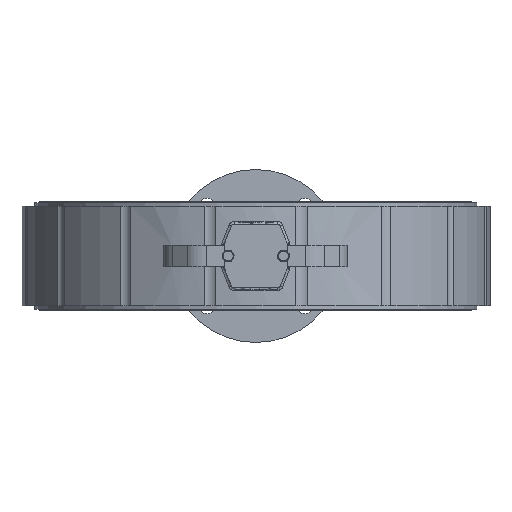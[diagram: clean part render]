
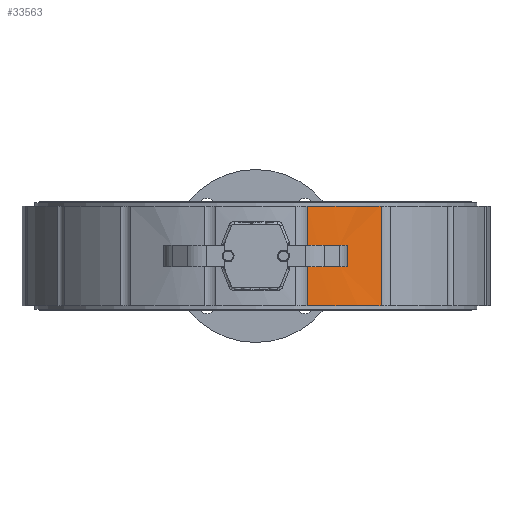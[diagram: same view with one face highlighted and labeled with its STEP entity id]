
A CAD part, front view. The second image highlights one B-rep face of the part: STEP entity #33563.
In plain terms, the highlighted cylindrical face has radius 237 mm (diameter 474 mm), a partial arc.
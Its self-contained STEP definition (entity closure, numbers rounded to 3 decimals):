
#870 = AXIS2_PLACEMENT_3D ( 'NONE', #11808, #23680, #33271 ) ;
#1748 = ORIENTED_EDGE ( 'NONE', *, *, #6282, .F. ) ;
#4151 = DIRECTION ( 'NONE',  ( 0., 0., 1. ) ) ;
#5903 = CARTESIAN_POINT ( 'NONE',  ( 85.146, -221.177, 0. ) ) ;
#6282 = EDGE_CURVE ( 'NONE', #48831, #40870, #44597, .T. ) ;
#6575 = EDGE_CURVE ( 'NONE', #10073, #15817, #40974, .T. ) ;
#6978 = AXIS2_PLACEMENT_3D ( 'NONE', #22123, #39919, #52642 ) ;
#7015 = VERTEX_POINT ( 'NONE', #45019 ) ;
#7155 = VERTEX_POINT ( 'NONE', #16698 ) ;
#7840 = CARTESIAN_POINT ( 'NONE',  ( 0., 0., -50.5 ) ) ;
#7978 = EDGE_LOOP ( 'NONE', ( #11517, #38795, #1748, #19075, #43397, #37963, #25321, #18183 ) ) ;
#8144 = CARTESIAN_POINT ( 'NONE',  ( 85.146, -221.177, 11. ) ) ;
#8645 = CARTESIAN_POINT ( 'NONE',  ( 0., 0., 0. ) ) ;
#10073 = VERTEX_POINT ( 'NONE', #12790 ) ;
#11336 = EDGE_CURVE ( 'NONE', #55258, #40870, #54726, .T. ) ;
#11517 = ORIENTED_EDGE ( 'NONE', *, *, #49508, .T. ) ;
#11710 = CARTESIAN_POINT ( 'NONE',  ( 126.72, -200.278, 0. ) ) ;
#11808 = CARTESIAN_POINT ( 'NONE',  ( 0., 0., -11. ) ) ;
#11865 = EDGE_CURVE ( 'NONE', #7155, #7015, #20516, .T. ) ;
#12790 = CARTESIAN_POINT ( 'NONE',  ( 52.013, -231.222, -50.5 ) ) ;
#12906 = DIRECTION ( 'NONE',  ( 0., 0., -1. ) ) ;
#15180 = FACE_OUTER_BOUND ( 'NONE', #7978, .T. ) ;
#15817 = VERTEX_POINT ( 'NONE', #16289 ) ;
#16289 = CARTESIAN_POINT ( 'NONE',  ( 126.72, -200.278, -50.5 ) ) ;
#16698 = CARTESIAN_POINT ( 'NONE',  ( 52.013, -231.222, 50.5 ) ) ;
#18183 = ORIENTED_EDGE ( 'NONE', *, *, #11865, .F. ) ;
#19075 = ORIENTED_EDGE ( 'NONE', *, *, #30428, .F. ) ;
#20516 = CIRCLE ( 'NONE', #34938, 237. ) ;
#21127 = VECTOR ( 'NONE', #47701, 1000. ) ;
#21350 = DIRECTION ( 'NONE',  ( 1., 0., 0. ) ) ;
#21608 = CYLINDRICAL_SURFACE ( 'NONE', #22709, 237. ) ;
#21804 = DIRECTION ( 'NONE',  ( 0., 0., 1. ) ) ;
#22094 = LINE ( 'NONE', #43865, #33248 ) ;
#22123 = CARTESIAN_POINT ( 'NONE',  ( 0., 0., 11. ) ) ;
#22709 = AXIS2_PLACEMENT_3D ( 'NONE', #8645, #47333, #25875 ) ;
#23680 = DIRECTION ( 'NONE',  ( 0., 0., 1. ) ) ;
#24533 = CARTESIAN_POINT ( 'NONE',  ( 85.146, -221.177, -11. ) ) ;
#25321 = ORIENTED_EDGE ( 'NONE', *, *, #41911, .T. ) ;
#25875 = DIRECTION ( 'NONE',  ( 1., 0., 0. ) ) ;
#26924 = CARTESIAN_POINT ( 'NONE',  ( 0., 0., 50.5 ) ) ;
#30428 = EDGE_CURVE ( 'NONE', #41584, #48831, #43243, .T. ) ;
#33248 = VECTOR ( 'NONE', #39340, 1000. ) ;
#33271 = DIRECTION ( 'NONE',  ( 1., 0., 0. ) ) ;
#33563 = ADVANCED_FACE ( 'NONE', ( #15180 ), #21608, .T. ) ;
#34938 = AXIS2_PLACEMENT_3D ( 'NONE', #26924, #21804, #48676 ) ;
#37963 = ORIENTED_EDGE ( 'NONE', *, *, #6575, .T. ) ;
#38795 = ORIENTED_EDGE ( 'NONE', *, *, #11336, .T. ) ;
#39340 = DIRECTION ( 'NONE',  ( 0., 0., -1. ) ) ;
#39919 = DIRECTION ( 'NONE',  ( 0., 0., 1. ) ) ;
#39960 = CARTESIAN_POINT ( 'NONE',  ( 52.013, -231.222, -11. ) ) ;
#40870 = VERTEX_POINT ( 'NONE', #8144 ) ;
#40974 = CIRCLE ( 'NONE', #42776, 237. ) ;
#41041 = EDGE_CURVE ( 'NONE', #41584, #10073, #51608, .T. ) ;
#41584 = VERTEX_POINT ( 'NONE', #39960 ) ;
#41911 = EDGE_CURVE ( 'NONE', #15817, #7015, #45611, .T. ) ;
#42776 = AXIS2_PLACEMENT_3D ( 'NONE', #7840, #4151, #21350 ) ;
#43030 = VECTOR ( 'NONE', #12906, 1000. ) ;
#43243 = CIRCLE ( 'NONE', #870, 237. ) ;
#43397 = ORIENTED_EDGE ( 'NONE', *, *, #41041, .T. ) ;
#43654 = VECTOR ( 'NONE', #54606, 1000. ) ;
#43865 = CARTESIAN_POINT ( 'NONE',  ( 52.013, -231.222, 0. ) ) ;
#44597 = LINE ( 'NONE', #5903, #21127 ) ;
#45019 = CARTESIAN_POINT ( 'NONE',  ( 126.72, -200.278, 50.5 ) ) ;
#45611 = LINE ( 'NONE', #11710, #43654 ) ;
#47333 = DIRECTION ( 'NONE',  ( 0., 0., 1. ) ) ;
#47701 = DIRECTION ( 'NONE',  ( 0., 0., 1. ) ) ;
#48676 = DIRECTION ( 'NONE',  ( 1., 0., 0. ) ) ;
#48831 = VERTEX_POINT ( 'NONE', #24533 ) ;
#49508 = EDGE_CURVE ( 'NONE', #7155, #55258, #22094, .T. ) ;
#51608 = LINE ( 'NONE', #55808, #43030 ) ;
#52642 = DIRECTION ( 'NONE',  ( 1., 0., 0. ) ) ;
#54606 = DIRECTION ( 'NONE',  ( 0., 0., 1. ) ) ;
#54726 = CIRCLE ( 'NONE', #6978, 237. ) ;
#54815 = CARTESIAN_POINT ( 'NONE',  ( 52.013, -231.222, 11. ) ) ;
#55258 = VERTEX_POINT ( 'NONE', #54815 ) ;
#55808 = CARTESIAN_POINT ( 'NONE',  ( 52.013, -231.222, 0. ) ) ;
